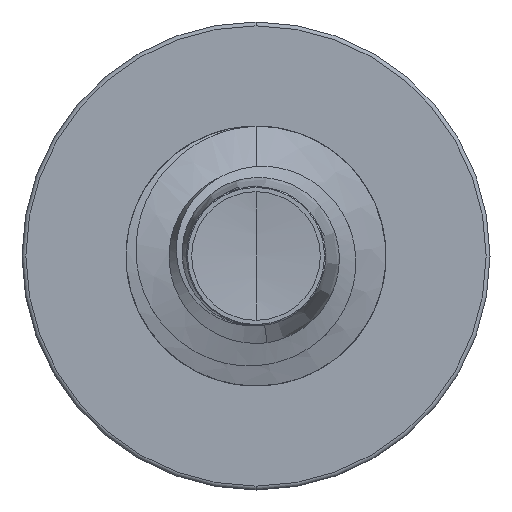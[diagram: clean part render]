
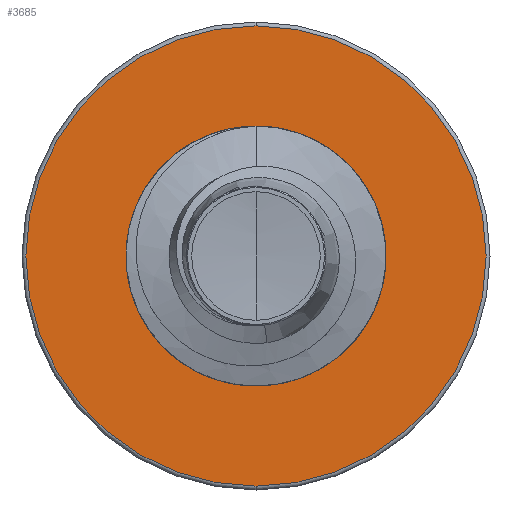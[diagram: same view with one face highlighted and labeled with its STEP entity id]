
A CAD part, front view. The second image highlights one B-rep face of the part: STEP entity #3685.
In plain terms, the highlighted planar face has unit normal (0, -1, 0).
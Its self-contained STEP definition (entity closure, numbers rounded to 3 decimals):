
#1673 = DIRECTION ( 'NONE',  ( 0., 1., 0. ) ) ;
#1794 = CIRCLE ( 'NONE', #5011, 5.31 ) ;
#2347 = CIRCLE ( 'NONE', #2729, 2.842 ) ;
#2729 = AXIS2_PLACEMENT_3D ( 'NONE', #9274, #1673, #10590 ) ;
#2791 = CARTESIAN_POINT ( 'NONE',  ( 0., 14., -2.842 ) ) ;
#3506 = DIRECTION ( 'NONE',  ( 0., 1., 0. ) ) ;
#3657 = CARTESIAN_POINT ( 'NONE',  ( 0., 14., 5.31 ) ) ;
#3685 = ADVANCED_FACE ( 'NONE', ( #10163, #13586 ), #9339, .F. ) ;
#3714 = CIRCLE ( 'NONE', #7376, 2.842 ) ;
#4099 = EDGE_CURVE ( 'NONE', #13453, #12424, #5968, .T. ) ;
#4207 = ORIENTED_EDGE ( 'NONE', *, *, #9882, .F. ) ;
#5011 = AXIS2_PLACEMENT_3D ( 'NONE', #11208, #3506, #12454 ) ;
#5018 = CARTESIAN_POINT ( 'NONE',  ( 0., 14., 2.842 ) ) ;
#5968 = CIRCLE ( 'NONE', #7925, 5.31 ) ;
#6072 = CARTESIAN_POINT ( 'NONE',  ( 0., 14., 0. ) ) ;
#6236 = AXIS2_PLACEMENT_3D ( 'NONE', #7722, #7662, #7609 ) ;
#6798 = EDGE_LOOP ( 'NONE', ( #10949, #4207 ) ) ;
#7339 = DIRECTION ( 'NONE',  ( 0., 0., 1. ) ) ;
#7376 = AXIS2_PLACEMENT_3D ( 'NONE', #6072, #15046, #7339 ) ;
#7609 = DIRECTION ( 'NONE',  ( 0., 0., 1. ) ) ;
#7662 = DIRECTION ( 'NONE',  ( 0., 1., 0. ) ) ;
#7722 = CARTESIAN_POINT ( 'NONE',  ( 0., 14., -2.842 ) ) ;
#7925 = AXIS2_PLACEMENT_3D ( 'NONE', #15786, #15771, #15708 ) ;
#8026 = VERTEX_POINT ( 'NONE', #5018 ) ;
#8368 = EDGE_LOOP ( 'NONE', ( #9364, #13678 ) ) ;
#9274 = CARTESIAN_POINT ( 'NONE',  ( 0., 14., 0. ) ) ;
#9339 = PLANE ( 'NONE',  #6236 ) ;
#9364 = ORIENTED_EDGE ( 'NONE', *, *, #13013, .T. ) ;
#9882 = EDGE_CURVE ( 'NONE', #12424, #13453, #1794, .T. ) ;
#10163 = FACE_OUTER_BOUND ( 'NONE', #6798, .T. ) ;
#10590 = DIRECTION ( 'NONE',  ( 0., 0., 1. ) ) ;
#10949 = ORIENTED_EDGE ( 'NONE', *, *, #4099, .F. ) ;
#11208 = CARTESIAN_POINT ( 'NONE',  ( 0., 14., 0. ) ) ;
#11734 = CARTESIAN_POINT ( 'NONE',  ( 0., 14., -5.31 ) ) ;
#12416 = VERTEX_POINT ( 'NONE', #2791 ) ;
#12424 = VERTEX_POINT ( 'NONE', #11734 ) ;
#12454 = DIRECTION ( 'NONE',  ( 0., 0., 1. ) ) ;
#13013 = EDGE_CURVE ( 'NONE', #8026, #12416, #3714, .T. ) ;
#13453 = VERTEX_POINT ( 'NONE', #3657 ) ;
#13586 = FACE_BOUND ( 'NONE', #8368, .T. ) ;
#13678 = ORIENTED_EDGE ( 'NONE', *, *, #16134, .T. ) ;
#15046 = DIRECTION ( 'NONE',  ( 0., 1., 0. ) ) ;
#15708 = DIRECTION ( 'NONE',  ( 0., 0., 1. ) ) ;
#15771 = DIRECTION ( 'NONE',  ( 0., 1., 0. ) ) ;
#15786 = CARTESIAN_POINT ( 'NONE',  ( 0., 14., 0. ) ) ;
#16134 = EDGE_CURVE ( 'NONE', #12416, #8026, #2347, .T. ) ;
